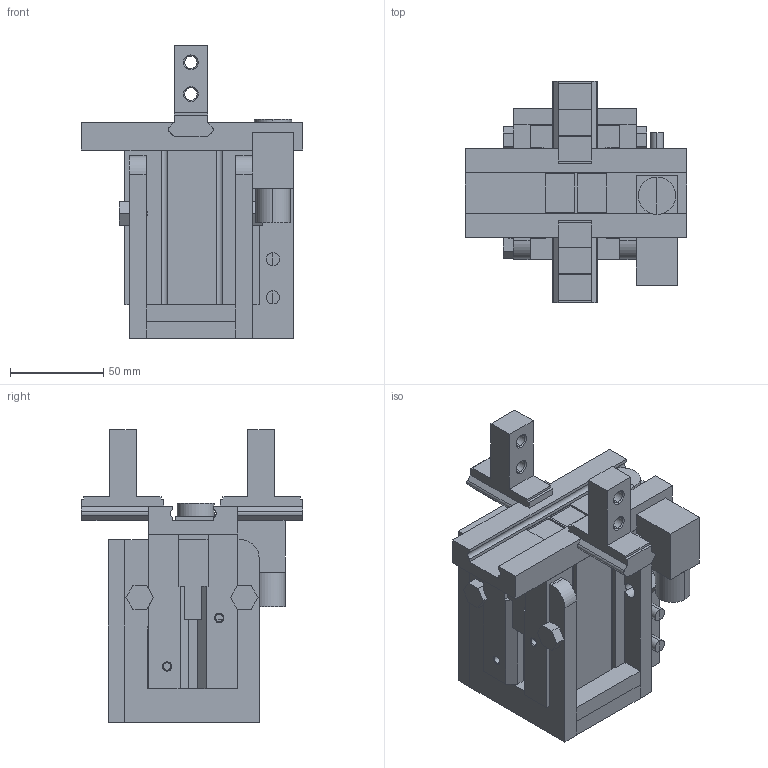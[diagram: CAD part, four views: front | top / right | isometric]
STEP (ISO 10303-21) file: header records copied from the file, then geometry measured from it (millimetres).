
FILE_DESCRIPTION(/* description */ (''),/* implementation_level */ '2;1');
FILE_NAME(/* name */ 'CustomGripper',/* time_stamp */ '2024-10-23T12:53:45+02:00',/* author */ (''),/* organization */ (''),/* preprocessor_version */ 'ST-DEVELOPER v19.2',/* originating_system */ 'Rhino 8.12',/* authorisation */ '');
FILE_SCHEMA (('CONFIG_CONTROL_DESIGN'));
Length unit declared in the file: millimetre
Products named in the file (1): Document
Bounding box: 119 x 119 x 157 mm (x, y, z)
Volume: 633005.2 mm3; surface area: 104963.4 mm2
Topology: 8 solids, 8 shells, 397 faces, 1061 edges, 678 vertices
Faces by surface type: plane 281, cylinder 82, bspline 34
Entity records: 12154 total; most frequent: CARTESIAN_POINT 3999, ORIENTED_EDGE 2118, EDGE_CURVE 1059, DIRECTION 822, B_SPLINE_CURVE_WITH_KNOTS 711, VERTEX_POINT 677, AXIS2_PLACEMENT_3D 589, EDGE_LOOP 432
